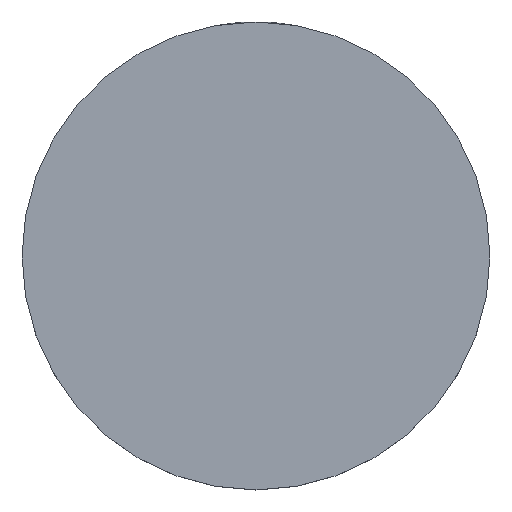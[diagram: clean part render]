
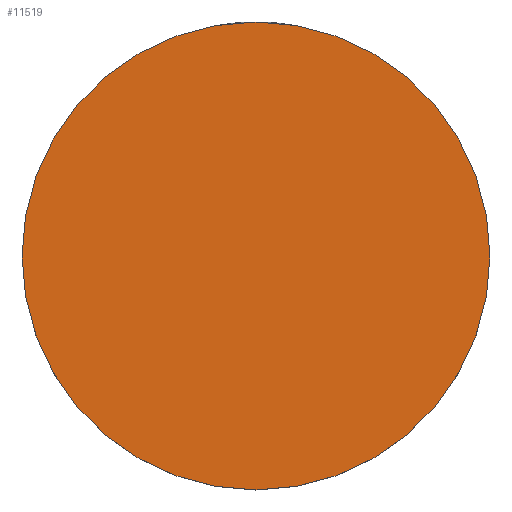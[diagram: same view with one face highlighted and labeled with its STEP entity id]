
A CAD part, top view. The second image highlights one B-rep face of the part: STEP entity #11519.
In plain terms, the highlighted planar face has unit normal (0, 0, 1).
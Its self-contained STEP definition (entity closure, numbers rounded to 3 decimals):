
#703 = ORIENTED_EDGE ( 'NONE', *, *, #3735, .T. ) ;
#1926 = DIRECTION ( 'NONE',  ( 1., 0., 0. ) ) ;
#2058 = DIRECTION ( 'NONE',  ( 1., 0., 0. ) ) ;
#2361 = CIRCLE ( 'NONE', #3882, 475. ) ;
#3123 = DIRECTION ( 'NONE',  ( 0., 0., 1. ) ) ;
#3735 = EDGE_CURVE ( 'NONE', #7106, #10233, #2361, .T. ) ;
#3768 = DIRECTION ( 'NONE',  ( 0., 0., 1. ) ) ;
#3882 = AXIS2_PLACEMENT_3D ( 'NONE', #4011, #3123, #7653 ) ;
#4011 = CARTESIAN_POINT ( 'NONE',  ( 0., 0., 95. ) ) ;
#4252 = CARTESIAN_POINT ( 'NONE',  ( -475., 0., 95. ) ) ;
#4602 = AXIS2_PLACEMENT_3D ( 'NONE', #11034, #10146, #2058 ) ;
#5553 = CIRCLE ( 'NONE', #4602, 475. ) ;
#7106 = VERTEX_POINT ( 'NONE', #4252 ) ;
#7474 = AXIS2_PLACEMENT_3D ( 'NONE', #10069, #3768, #1926 ) ;
#7653 = DIRECTION ( 'NONE',  ( 1., 0., 0. ) ) ;
#9174 = FACE_OUTER_BOUND ( 'NONE', #11630, .T. ) ;
#10069 = CARTESIAN_POINT ( 'NONE',  ( 0., 0., 95. ) ) ;
#10146 = DIRECTION ( 'NONE',  ( 0., 0., 1. ) ) ;
#10233 = VERTEX_POINT ( 'NONE', #10490 ) ;
#10490 = CARTESIAN_POINT ( 'NONE',  ( 475., 0., 95. ) ) ;
#10962 = PLANE ( 'NONE',  #7474 ) ;
#10999 = ORIENTED_EDGE ( 'NONE', *, *, #11236, .T. ) ;
#11034 = CARTESIAN_POINT ( 'NONE',  ( 0., 0., 95. ) ) ;
#11236 = EDGE_CURVE ( 'NONE', #10233, #7106, #5553, .T. ) ;
#11519 = ADVANCED_FACE ( 'NONE', ( #9174 ), #10962, .T. ) ;
#11630 = EDGE_LOOP ( 'NONE', ( #703, #10999 ) ) ;
